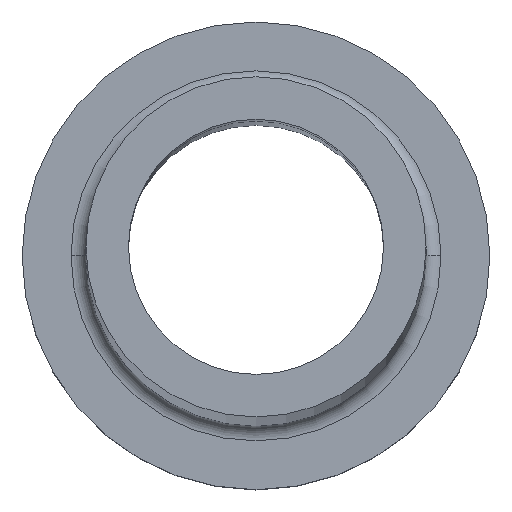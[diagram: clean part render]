
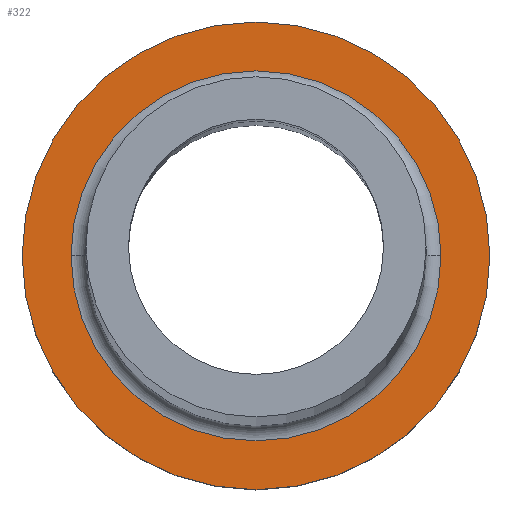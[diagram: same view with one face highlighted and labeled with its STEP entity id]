
A CAD part, top view. The second image highlights one B-rep face of the part: STEP entity #322.
In plain terms, the highlighted planar face has unit normal (0, 0, 1).
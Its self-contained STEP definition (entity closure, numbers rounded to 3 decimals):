
#34 = EDGE_CURVE ( 'NONE', #179, #79, #348, .T. ) ;
#52 = ORIENTED_EDGE ( 'NONE', *, *, #54, .T. ) ;
#54 = EDGE_CURVE ( 'NONE', #79, #179, #242, .T. ) ;
#56 = CARTESIAN_POINT ( 'NONE',  ( 0., 0., 7. ) ) ;
#60 = DIRECTION ( 'NONE',  ( 1., 0., 0. ) ) ;
#68 = AXIS2_PLACEMENT_3D ( 'NONE', #277, #423, #387 ) ;
#72 = CIRCLE ( 'NONE', #458, 11. ) ;
#73 = EDGE_CURVE ( 'NONE', #81, #123, #72, .T. ) ;
#79 = VERTEX_POINT ( 'NONE', #273 ) ;
#81 = VERTEX_POINT ( 'NONE', #419 ) ;
#83 = ORIENTED_EDGE ( 'NONE', *, *, #34, .T. ) ;
#93 = DIRECTION ( 'NONE',  ( 0., 0., -1. ) ) ;
#95 = DIRECTION ( 'NONE',  ( 1., 0., 0. ) ) ;
#98 = CARTESIAN_POINT ( 'NONE',  ( 0., 0., 7. ) ) ;
#103 = FACE_BOUND ( 'NONE', #288, .T. ) ;
#123 = VERTEX_POINT ( 'NONE', #203 ) ;
#136 = FACE_OUTER_BOUND ( 'NONE', #445, .T. ) ;
#172 = AXIS2_PLACEMENT_3D ( 'NONE', #56, #93, #95 ) ;
#178 = CARTESIAN_POINT ( 'NONE',  ( -8.7, 0., 7. ) ) ;
#179 = VERTEX_POINT ( 'NONE', #178 ) ;
#203 = CARTESIAN_POINT ( 'NONE',  ( -11., 0., 7. ) ) ;
#227 = ORIENTED_EDGE ( 'NONE', *, *, #364, .T. ) ;
#242 = CIRCLE ( 'NONE', #433, 8.7 ) ;
#243 = PLANE ( 'NONE',  #68 ) ;
#271 = CARTESIAN_POINT ( 'NONE',  ( 0., 0., 7. ) ) ;
#273 = CARTESIAN_POINT ( 'NONE',  ( 8.7, 0., 7. ) ) ;
#276 = DIRECTION ( 'NONE',  ( 0., 0., 1. ) ) ;
#277 = CARTESIAN_POINT ( 'NONE',  ( 0., 0., 7. ) ) ;
#288 = EDGE_LOOP ( 'NONE', ( #52, #83 ) ) ;
#322 = ADVANCED_FACE ( 'NONE', ( #103, #136 ), #243, .T. ) ;
#326 = DIRECTION ( 'NONE',  ( 1., 0., 0. ) ) ;
#327 = ORIENTED_EDGE ( 'NONE', *, *, #73, .T. ) ;
#348 = CIRCLE ( 'NONE', #172, 8.7 ) ;
#364 = EDGE_CURVE ( 'NONE', #123, #81, #453, .T. ) ;
#378 = DIRECTION ( 'NONE',  ( 1., 0., 0. ) ) ;
#387 = DIRECTION ( 'NONE',  ( 1., 0., 0. ) ) ;
#397 = DIRECTION ( 'NONE',  ( 0., 0., 1. ) ) ;
#415 = AXIS2_PLACEMENT_3D ( 'NONE', #439, #397, #326 ) ;
#418 = DIRECTION ( 'NONE',  ( 0., 0., -1. ) ) ;
#419 = CARTESIAN_POINT ( 'NONE',  ( 11., 0., 7. ) ) ;
#423 = DIRECTION ( 'NONE',  ( 0., 0., 1. ) ) ;
#433 = AXIS2_PLACEMENT_3D ( 'NONE', #271, #418, #378 ) ;
#439 = CARTESIAN_POINT ( 'NONE',  ( 0., 0., 7. ) ) ;
#445 = EDGE_LOOP ( 'NONE', ( #227, #327 ) ) ;
#453 = CIRCLE ( 'NONE', #415, 11. ) ;
#458 = AXIS2_PLACEMENT_3D ( 'NONE', #98, #276, #60 ) ;
